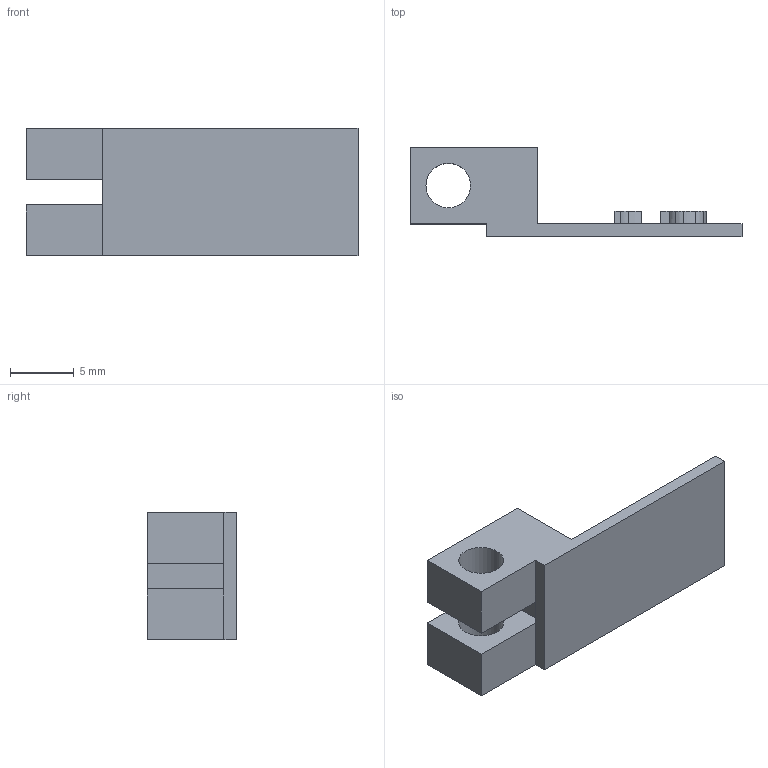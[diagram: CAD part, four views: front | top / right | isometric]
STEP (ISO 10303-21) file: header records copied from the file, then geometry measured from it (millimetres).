
FILE_DESCRIPTION(/* description */ (''),/* implementation_level */ '2;1');
FILE_NAME(/* name */ 'd1f v7.step',/* time_stamp */ '2018-04-11T17:31:51+09:00',/* author */ ('iwataU5C66'),/* organization */ (''),/* preprocessor_version */ 'ST-DEVELOPER v16.13',/* originating_system */ 'Autodesk Translation Framework v6.5.0.72',/* authorisation */ '');
FILE_SCHEMA (('AUTOMOTIVE_DESIGN { 1 0 10303 214 3 1 1 }'));
Length unit declared in the file: millimetre
Products named in the file (1): d1f
Bounding box: 26 x 7 x 10 mm (x, y, z)
Volume: 659 mm3; surface area: 966.8 mm2
Topology: 1 solids, 1 shells, 52 faces, 139 edges, 92 vertices
Faces by surface type: plane 29, bspline 21, cylinder 2
Full cylindrical faces by diameter (mm): 3.5 x2
Entity records: 1842 total; most frequent: CARTESIAN_POINT 641, ORIENTED_EDGE 278, DIRECTION 165, EDGE_CURVE 139, LINE 93, VECTOR 93, VERTEX_POINT 92, EDGE_LOOP 59
